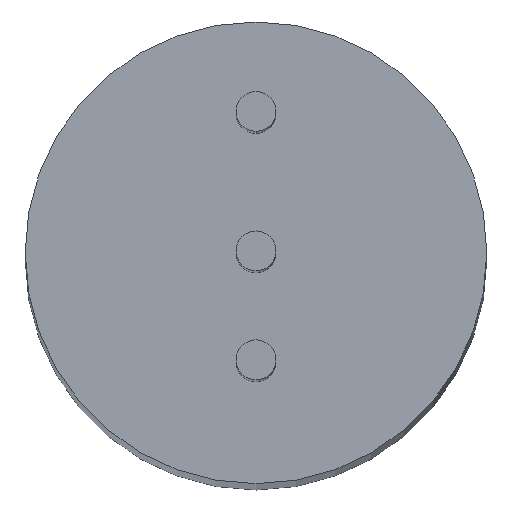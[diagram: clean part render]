
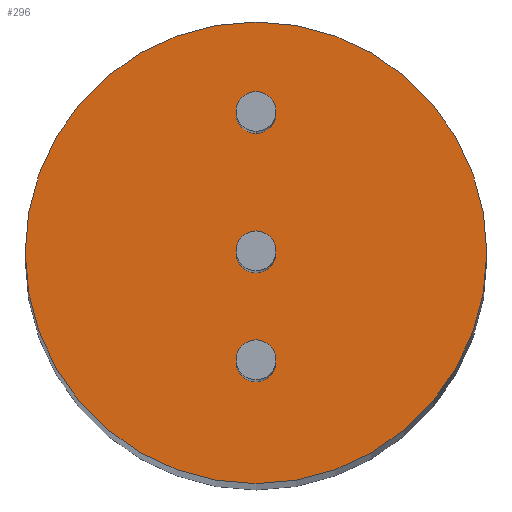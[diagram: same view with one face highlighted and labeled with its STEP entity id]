
A CAD part, top view. The second image highlights one B-rep face of the part: STEP entity #296.
In plain terms, the highlighted planar face has unit normal (0, 0, 1).
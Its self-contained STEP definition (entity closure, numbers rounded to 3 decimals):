
#39=CARTESIAN_POINT('',(0.,0.,100.));
#40=DIRECTION('',(0.,0.,1.));
#41=DIRECTION('',(1.,0.,0.));
#42=AXIS2_PLACEMENT_3D('',#39,#40,#41);
#44=CARTESIAN_POINT('',(0.,0.,100.));
#45=DIRECTION('',(0.,0.,1.));
#46=DIRECTION('',(-1.,0.,0.));
#47=AXIS2_PLACEMENT_3D('',#44,#45,#46);
#49=CARTESIAN_POINT('',(0.,0.,100.));
#50=DIRECTION('',(0.,0.,1.));
#51=DIRECTION('',(0.,-1.,0.));
#52=AXIS2_PLACEMENT_3D('',#49,#50,#51);
#54=CARTESIAN_POINT('',(0.,0.,100.));
#55=DIRECTION('',(0.,0.,1.));
#56=DIRECTION('',(0.,1.,0.));
#57=AXIS2_PLACEMENT_3D('',#54,#55,#56);
#59=CARTESIAN_POINT('',(0.,-2.998,100.));
#60=DIRECTION('',(0.,0.,1.));
#61=DIRECTION('',(0.,-1.,0.));
#62=AXIS2_PLACEMENT_3D('',#59,#60,#61);
#64=CARTESIAN_POINT('',(0.,-2.998,100.));
#65=DIRECTION('',(0.,0.,1.));
#66=DIRECTION('',(0.,1.,0.));
#67=AXIS2_PLACEMENT_3D('',#64,#65,#66);
#69=CARTESIAN_POINT('',(0.,3.836,100.));
#70=DIRECTION('',(0.,0.,1.));
#71=DIRECTION('',(0.,-1.,0.));
#72=AXIS2_PLACEMENT_3D('',#69,#70,#71);
#74=CARTESIAN_POINT('',(0.,3.836,100.));
#75=DIRECTION('',(0.,0.,1.));
#76=DIRECTION('',(0.,1.,0.));
#77=AXIS2_PLACEMENT_3D('',#74,#75,#76);
#173=CARTESIAN_POINT('',(6.35,0.,100.));
#174=CARTESIAN_POINT('',(-6.35,0.,100.));
#175=VERTEX_POINT('',#173);
#176=VERTEX_POINT('',#174);
#205=CARTESIAN_POINT('',(0.,-0.548,100.));
#206=CARTESIAN_POINT('',(0.,0.548,100.));
#207=VERTEX_POINT('',#205);
#208=VERTEX_POINT('',#206);
#209=CARTESIAN_POINT('',(0.,-3.545,100.));
#210=CARTESIAN_POINT('',(0.,-2.45,100.));
#211=VERTEX_POINT('',#209);
#212=VERTEX_POINT('',#210);
#213=CARTESIAN_POINT('',(0.,3.288,100.));
#214=CARTESIAN_POINT('',(0.,4.383,100.));
#215=VERTEX_POINT('',#213);
#216=VERTEX_POINT('',#214);
#269=CARTESIAN_POINT('',(0.,0.,100.));
#270=DIRECTION('',(0.,0.,1.));
#271=DIRECTION('',(1.,0.,0.));
#272=AXIS2_PLACEMENT_3D('',#269,#270,#271);
#273=PLANE('',#272);
#274=ORIENTED_EDGE('',*,*,#249,.F.);
#275=ORIENTED_EDGE('',*,*,#263,.F.);
#276=EDGE_LOOP('',(#274,#275));
#277=FACE_OUTER_BOUND('',#276,.F.);
#279=ORIENTED_EDGE('',*,*,#278,.T.);
#281=ORIENTED_EDGE('',*,*,#280,.T.);
#282=EDGE_LOOP('',(#279,#281));
#283=FACE_BOUND('',#282,.F.);
#285=ORIENTED_EDGE('',*,*,#284,.T.);
#287=ORIENTED_EDGE('',*,*,#286,.T.);
#288=EDGE_LOOP('',(#285,#287));
#289=FACE_BOUND('',#288,.F.);
#291=ORIENTED_EDGE('',*,*,#290,.T.);
#293=ORIENTED_EDGE('',*,*,#292,.T.);
#294=EDGE_LOOP('',(#291,#293));
#295=FACE_BOUND('',#294,.F.);
#43=CIRCLE('',#42,6.35);
#48=CIRCLE('',#47,6.35);
#53=CIRCLE('',#52,0.548);
#58=CIRCLE('',#57,0.548);
#63=CIRCLE('',#62,0.548);
#68=CIRCLE('',#67,0.548);
#73=CIRCLE('',#72,0.548);
#78=CIRCLE('',#77,0.548);
#249=EDGE_CURVE('',#175,#176,#43,.T.);
#263=EDGE_CURVE('',#176,#175,#48,.T.);
#278=EDGE_CURVE('',#207,#208,#53,.T.);
#280=EDGE_CURVE('',#208,#207,#58,.T.);
#284=EDGE_CURVE('',#211,#212,#63,.T.);
#286=EDGE_CURVE('',#212,#211,#68,.T.);
#290=EDGE_CURVE('',#215,#216,#73,.T.);
#292=EDGE_CURVE('',#216,#215,#78,.T.);
#296=ADVANCED_FACE('',(#277,#283,#289,#295),#273,.T.);
